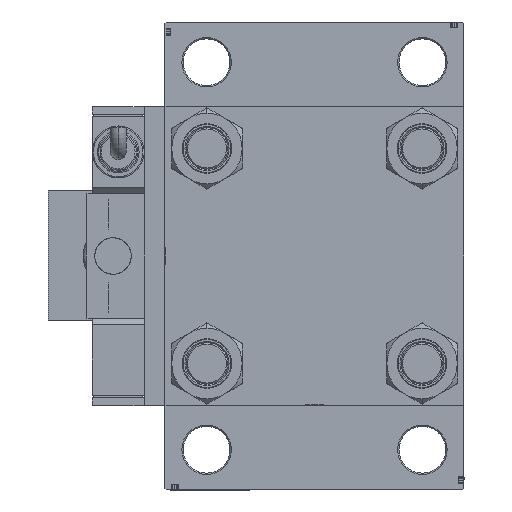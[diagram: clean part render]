
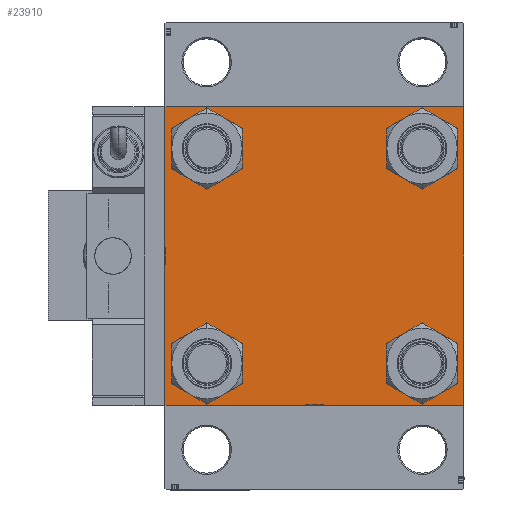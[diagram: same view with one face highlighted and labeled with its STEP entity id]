
A CAD part, left-side view. The second image highlights one B-rep face of the part: STEP entity #23910.
In plain terms, the highlighted planar face has unit normal (-1, 0, 0).
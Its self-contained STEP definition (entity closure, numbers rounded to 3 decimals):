
#284 = AXIS2_PLACEMENT_3D ( 'NONE', #43260, #56578, #33527 ) ;
#329 = EDGE_CURVE ( 'NONE', #1524, #22837, #29957, .T. ) ;
#332 = VECTOR ( 'NONE', #4508, 1000. ) ;
#638 = VERTEX_POINT ( 'NONE', #47426 ) ;
#795 = VERTEX_POINT ( 'NONE', #2143 ) ;
#991 = VECTOR ( 'NONE', #49573, 1000. ) ;
#1524 = VERTEX_POINT ( 'NONE', #15524 ) ;
#1913 = FACE_BOUND ( 'NONE', #45328, .T. ) ;
#1931 = AXIS2_PLACEMENT_3D ( 'NONE', #34108, #11671, #47719 ) ;
#2143 = CARTESIAN_POINT ( 'NONE',  ( 0., -57., -57.5 ) ) ;
#2349 = CARTESIAN_POINT ( 'NONE',  ( 0., 41.35, 49.85 ) ) ;
#2614 = AXIS2_PLACEMENT_3D ( 'NONE', #31617, #14487, #18327 ) ;
#4200 = AXIS2_PLACEMENT_3D ( 'NONE', #23879, #46921, #54627 ) ;
#4508 = DIRECTION ( 'NONE',  ( 0., 0., -1. ) ) ;
#4735 = VERTEX_POINT ( 'NONE', #36228 ) ;
#4862 = EDGE_CURVE ( 'NONE', #17130, #32773, #45271, .T. ) ;
#5047 = CARTESIAN_POINT ( 'NONE',  ( 0., 41.35, -32.85 ) ) ;
#5135 = LINE ( 'NONE', #10739, #56727 ) ;
#5198 = EDGE_CURVE ( 'NONE', #51894, #55867, #51810, .T. ) ;
#5582 = VERTEX_POINT ( 'NONE', #2349 ) ;
#5661 = EDGE_CURVE ( 'NONE', #795, #4735, #27073, .T. ) ;
#5677 = VECTOR ( 'NONE', #11030, 1000. ) ;
#7024 = ORIENTED_EDGE ( 'NONE', *, *, #23297, .T. ) ;
#7936 = EDGE_LOOP ( 'NONE', ( #45720, #10272, #43693, #58052, #40466, #47245, #17319, #41642 ) ) ;
#7990 = CIRCLE ( 'NONE', #4200, 8.5 ) ;
#8174 = EDGE_LOOP ( 'NONE', ( #10516, #50506 ) ) ;
#8639 = CARTESIAN_POINT ( 'NONE',  ( 0., -57.5, 57.5 ) ) ;
#9774 = AXIS2_PLACEMENT_3D ( 'NONE', #39848, #56728, #29821 ) ;
#10272 = ORIENTED_EDGE ( 'NONE', *, *, #50897, .T. ) ;
#10516 = ORIENTED_EDGE ( 'NONE', *, *, #25467, .T. ) ;
#10739 = CARTESIAN_POINT ( 'NONE',  ( 0., 57.5, 57.5 ) ) ;
#10901 = CARTESIAN_POINT ( 'NONE',  ( 0., -41.35, -49.85 ) ) ;
#10932 = LINE ( 'NONE', #42833, #13982 ) ;
#11030 = DIRECTION ( 'NONE',  ( 0., 0.707, -0.707 ) ) ;
#11562 = CARTESIAN_POINT ( 'NONE',  ( 0., -57.5, 57. ) ) ;
#11671 = DIRECTION ( 'NONE',  ( 1., 0., 0. ) ) ;
#11906 = CARTESIAN_POINT ( 'NONE',  ( 0., 57.25, 57.25 ) ) ;
#12525 = AXIS2_PLACEMENT_3D ( 'NONE', #56411, #15929, #43108 ) ;
#13821 = DIRECTION ( 'NONE',  ( 0., 0., 1. ) ) ;
#13982 = VECTOR ( 'NONE', #15937, 1000. ) ;
#14274 = VECTOR ( 'NONE', #25663, 1000. ) ;
#14487 = DIRECTION ( 'NONE',  ( 1., 0., 0. ) ) ;
#14900 = CARTESIAN_POINT ( 'NONE',  ( 0., -57., 57.5 ) ) ;
#15508 = PLANE ( 'NONE',  #284 ) ;
#15524 = CARTESIAN_POINT ( 'NONE',  ( 0., -41.35, 32.85 ) ) ;
#15929 = DIRECTION ( 'NONE',  ( 1., 0., 0. ) ) ;
#15937 = DIRECTION ( 'NONE',  ( 0., 0.707, 0.707 ) ) ;
#15973 = ORIENTED_EDGE ( 'NONE', *, *, #30328, .T. ) ;
#16991 = CARTESIAN_POINT ( 'NONE',  ( 0., 41.35, 41.35 ) ) ;
#17005 = EDGE_CURVE ( 'NONE', #18510, #638, #7990, .T. ) ;
#17077 = VERTEX_POINT ( 'NONE', #25326 ) ;
#17130 = VERTEX_POINT ( 'NONE', #34153 ) ;
#17319 = ORIENTED_EDGE ( 'NONE', *, *, #49960, .F. ) ;
#17584 = CARTESIAN_POINT ( 'NONE',  ( 0., 57.5, 57.5 ) ) ;
#18327 = DIRECTION ( 'NONE',  ( 0., 0., 1. ) ) ;
#18510 = VERTEX_POINT ( 'NONE', #10901 ) ;
#19528 = VERTEX_POINT ( 'NONE', #11562 ) ;
#19628 = FACE_BOUND ( 'NONE', #8174, .T. ) ;
#20052 = VECTOR ( 'NONE', #30126, 1000. ) ;
#20424 = AXIS2_PLACEMENT_3D ( 'NONE', #16991, #58350, #53060 ) ;
#20763 = AXIS2_PLACEMENT_3D ( 'NONE', #29697, #42708, #34131 ) ;
#21436 = LINE ( 'NONE', #17584, #25075 ) ;
#21545 = VERTEX_POINT ( 'NONE', #14900 ) ;
#21703 = EDGE_CURVE ( 'NONE', #19528, #4735, #39674, .T. ) ;
#22318 = CARTESIAN_POINT ( 'NONE',  ( 0., 57.25, -57.25 ) ) ;
#22837 = VERTEX_POINT ( 'NONE', #44047 ) ;
#22914 = ORIENTED_EDGE ( 'NONE', *, *, #329, .T. ) ;
#23262 = DIRECTION ( 'NONE',  ( 1., 0., 0. ) ) ;
#23297 = EDGE_CURVE ( 'NONE', #638, #18510, #37999, .T. ) ;
#23595 = CIRCLE ( 'NONE', #1931, 8.5 ) ;
#23879 = CARTESIAN_POINT ( 'NONE',  ( 0., -41.35, -41.35 ) ) ;
#23910 = ADVANCED_FACE ( 'NONE', ( #1913, #42684, #19628, #24937, #33820 ), #15508, .T. ) ;
#24330 = ORIENTED_EDGE ( 'NONE', *, *, #17005, .T. ) ;
#24937 = FACE_BOUND ( 'NONE', #55205, .T. ) ;
#25075 = VECTOR ( 'NONE', #30887, 1000. ) ;
#25100 = CARTESIAN_POINT ( 'NONE',  ( 0., 57., 57.5 ) ) ;
#25326 = CARTESIAN_POINT ( 'NONE',  ( 0., 57., -57.5 ) ) ;
#25467 = EDGE_CURVE ( 'NONE', #32773, #17130, #40949, .T. ) ;
#25663 = DIRECTION ( 'NONE',  ( 0., -0.707, -0.707 ) ) ;
#27073 = LINE ( 'NONE', #49862, #991 ) ;
#28350 = LINE ( 'NONE', #22318, #14274 ) ;
#28736 = DIRECTION ( 'NONE',  ( 0., -1., 0. ) ) ;
#29697 = CARTESIAN_POINT ( 'NONE',  ( 0., 41.35, -41.35 ) ) ;
#29747 = EDGE_CURVE ( 'NONE', #55867, #54219, #21436, .T. ) ;
#29821 = DIRECTION ( 'NONE',  ( 0., 0., 1. ) ) ;
#29836 = CIRCLE ( 'NONE', #20424, 8.5 ) ;
#29916 = CARTESIAN_POINT ( 'NONE',  ( 0., 57.5, 57. ) ) ;
#29957 = CIRCLE ( 'NONE', #43173, 8.5 ) ;
#30126 = DIRECTION ( 'NONE',  ( 0., -1., 0. ) ) ;
#30328 = EDGE_CURVE ( 'NONE', #5582, #33805, #29836, .T. ) ;
#30887 = DIRECTION ( 'NONE',  ( 0., 0., -1. ) ) ;
#31617 = CARTESIAN_POINT ( 'NONE',  ( 0., 41.35, 41.35 ) ) ;
#32711 = EDGE_CURVE ( 'NONE', #33805, #5582, #42205, .T. ) ;
#32773 = VERTEX_POINT ( 'NONE', #5047 ) ;
#33527 = DIRECTION ( 'NONE',  ( 0., 0., 1. ) ) ;
#33805 = VERTEX_POINT ( 'NONE', #34513 ) ;
#33820 = FACE_OUTER_BOUND ( 'NONE', #7936, .T. ) ;
#34108 = CARTESIAN_POINT ( 'NONE',  ( 0., -41.35, 41.35 ) ) ;
#34131 = DIRECTION ( 'NONE',  ( 0., 0., 1. ) ) ;
#34153 = CARTESIAN_POINT ( 'NONE',  ( 0., 41.35, -49.85 ) ) ;
#34513 = CARTESIAN_POINT ( 'NONE',  ( 0., 41.35, 32.85 ) ) ;
#36228 = CARTESIAN_POINT ( 'NONE',  ( 0., -57.5, -57. ) ) ;
#37999 = CIRCLE ( 'NONE', #12525, 8.5 ) ;
#39674 = LINE ( 'NONE', #8639, #332 ) ;
#39848 = CARTESIAN_POINT ( 'NONE',  ( 0., 41.35, -41.35 ) ) ;
#40155 = LINE ( 'NONE', #44007, #20052 ) ;
#40415 = CARTESIAN_POINT ( 'NONE',  ( 0., -41.35, 41.35 ) ) ;
#40466 = ORIENTED_EDGE ( 'NONE', *, *, #21703, .F. ) ;
#40949 = CIRCLE ( 'NONE', #9774, 8.5 ) ;
#41642 = ORIENTED_EDGE ( 'NONE', *, *, #5198, .T. ) ;
#42205 = CIRCLE ( 'NONE', #2614, 8.5 ) ;
#42684 = FACE_BOUND ( 'NONE', #51064, .T. ) ;
#42708 = DIRECTION ( 'NONE',  ( 1., 0., 0. ) ) ;
#42833 = CARTESIAN_POINT ( 'NONE',  ( 0., -57.25, 57.25 ) ) ;
#43108 = DIRECTION ( 'NONE',  ( 0., 0., 1. ) ) ;
#43173 = AXIS2_PLACEMENT_3D ( 'NONE', #40415, #23262, #13821 ) ;
#43260 = CARTESIAN_POINT ( 'NONE',  ( 0., 0., 0. ) ) ;
#43569 = ORIENTED_EDGE ( 'NONE', *, *, #47884, .T. ) ;
#43693 = ORIENTED_EDGE ( 'NONE', *, *, #52791, .T. ) ;
#44007 = CARTESIAN_POINT ( 'NONE',  ( 0., 57.5, -57.5 ) ) ;
#44047 = CARTESIAN_POINT ( 'NONE',  ( 0., -41.35, 49.85 ) ) ;
#44276 = EDGE_CURVE ( 'NONE', #19528, #21545, #10932, .T. ) ;
#45271 = CIRCLE ( 'NONE', #20763, 8.5 ) ;
#45328 = EDGE_LOOP ( 'NONE', ( #43569, #22914 ) ) ;
#45720 = ORIENTED_EDGE ( 'NONE', *, *, #29747, .T. ) ;
#46921 = DIRECTION ( 'NONE',  ( 1., 0., 0. ) ) ;
#47245 = ORIENTED_EDGE ( 'NONE', *, *, #44276, .T. ) ;
#47426 = CARTESIAN_POINT ( 'NONE',  ( 0., -41.35, -32.85 ) ) ;
#47719 = DIRECTION ( 'NONE',  ( 0., 0., 1. ) ) ;
#47884 = EDGE_CURVE ( 'NONE', #22837, #1524, #23595, .T. ) ;
#49264 = ORIENTED_EDGE ( 'NONE', *, *, #32711, .T. ) ;
#49573 = DIRECTION ( 'NONE',  ( 0., -0.707, 0.707 ) ) ;
#49862 = CARTESIAN_POINT ( 'NONE',  ( 0., -57.25, -57.25 ) ) ;
#49960 = EDGE_CURVE ( 'NONE', #51894, #21545, #5135, .T. ) ;
#50506 = ORIENTED_EDGE ( 'NONE', *, *, #4862, .T. ) ;
#50897 = EDGE_CURVE ( 'NONE', #54219, #17077, #28350, .T. ) ;
#51064 = EDGE_LOOP ( 'NONE', ( #7024, #24330 ) ) ;
#51810 = LINE ( 'NONE', #11906, #5677 ) ;
#51894 = VERTEX_POINT ( 'NONE', #25100 ) ;
#52791 = EDGE_CURVE ( 'NONE', #17077, #795, #40155, .T. ) ;
#53060 = DIRECTION ( 'NONE',  ( 0., 0., 1. ) ) ;
#54219 = VERTEX_POINT ( 'NONE', #55212 ) ;
#54627 = DIRECTION ( 'NONE',  ( 0., 0., 1. ) ) ;
#55205 = EDGE_LOOP ( 'NONE', ( #15973, #49264 ) ) ;
#55212 = CARTESIAN_POINT ( 'NONE',  ( 0., 57.5, -57. ) ) ;
#55867 = VERTEX_POINT ( 'NONE', #29916 ) ;
#56411 = CARTESIAN_POINT ( 'NONE',  ( 0., -41.35, -41.35 ) ) ;
#56578 = DIRECTION ( 'NONE',  ( -1., 0., 0. ) ) ;
#56727 = VECTOR ( 'NONE', #28736, 1000. ) ;
#56728 = DIRECTION ( 'NONE',  ( 1., 0., 0. ) ) ;
#58052 = ORIENTED_EDGE ( 'NONE', *, *, #5661, .T. ) ;
#58350 = DIRECTION ( 'NONE',  ( 1., 0., 0. ) ) ;
